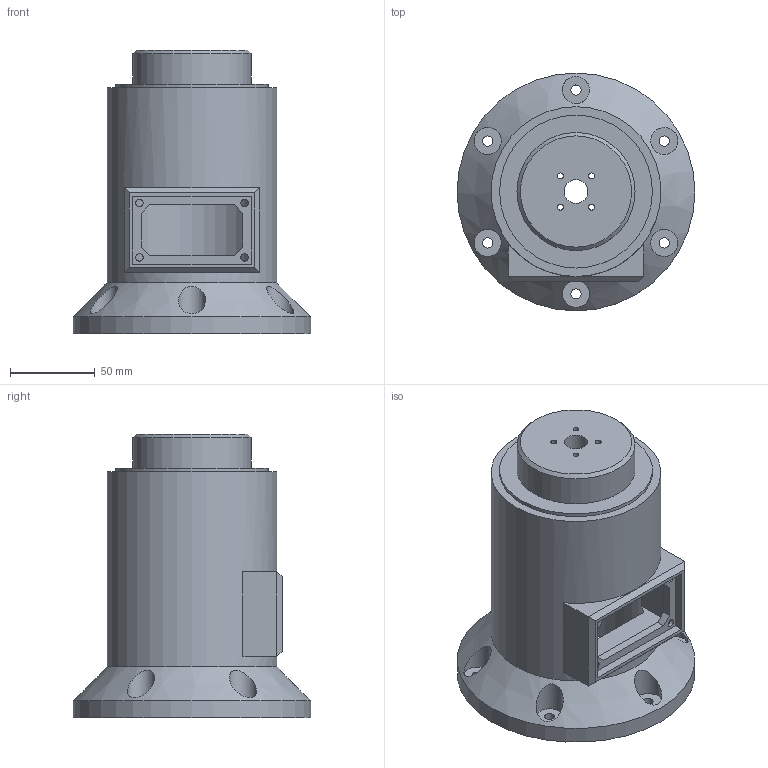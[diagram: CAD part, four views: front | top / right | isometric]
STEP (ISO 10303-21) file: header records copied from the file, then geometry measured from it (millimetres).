
FILE_DESCRIPTION(('FreeCAD Model'),'2;1');
FILE_NAME('base.step', '2016-02-24T12:40:59',('Author'),(''), 'Open CASCADE STEP processor 6.8','FreeCAD','Unknown');
FILE_SCHEMA(('AUTOMOTIVE_DESIGN_CC2 { 1 2 10303 214 -1 1 5 4 }'));
Length unit declared in the file: millimetre
Products named in the file (1): base
Bounding box: 140 x 140 x 167 mm (x, y, z)
Volume: 661004.2 mm3; surface area: 123649.1 mm2
Topology: 1 solids, 1 shells, 153 faces, 393 edges, 259 vertices
Faces by surface type: plane 124, cylinder 26, cone 3
Full cylindrical faces by diameter (mm): 3.5 x4, 4.5 x4, 6 x6, 14 x1, 16 x6, 69.5 x1, 80 x1, 90 x1, 100 x1, 140 x1
Entity records: 10609 total; most frequent: CARTESIAN_POINT 2971, DIRECTION 1283, ORIENTED_EDGE 786, PCURVE 786, DEFINITIONAL_REPRESENTATION 786, LINE 780, VECTOR 780, EDGE_CURVE 393
